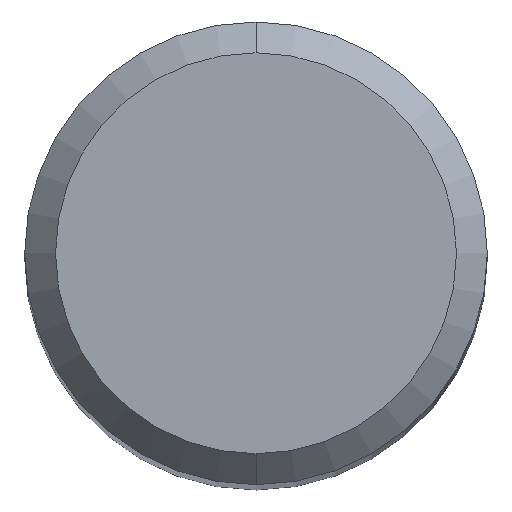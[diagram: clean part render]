
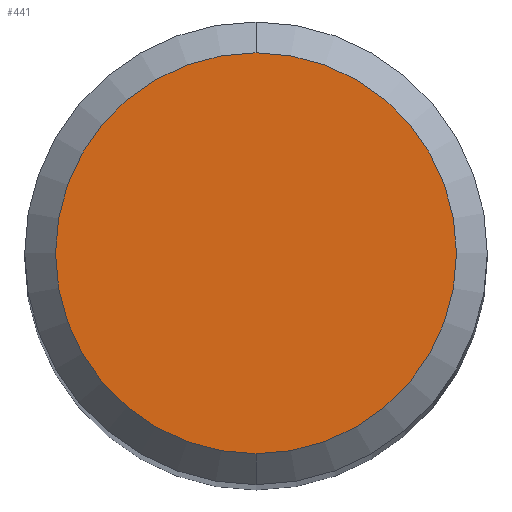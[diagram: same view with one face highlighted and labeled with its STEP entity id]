
A CAD part, top view. The second image highlights one B-rep face of the part: STEP entity #441.
In plain terms, the highlighted planar face has unit normal (0, 0, 1).
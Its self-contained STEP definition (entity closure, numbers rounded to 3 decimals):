
#191=VERTEX_POINT('',#498);
#297=VERTEX_POINT('',#615);
#357=EDGE_CURVE('',#191,#297,#678,.T.);
#365=EDGE_CURVE('',#297,#191,#687,.T.);
#441=ADVANCED_FACE('',(#774),#775,.T.);
#498=CARTESIAN_POINT('',(0.0,2.6,0.0));
#615=CARTESIAN_POINT('',(0.,-2.6,0.0));
#678=CIRCLE('',#1250,2.6);
#687=CIRCLE('',#1260,2.6);
#774=FACE_OUTER_BOUND('',#1379,.T.);
#775=PLANE('',#1380);
#1250=AXIS2_PLACEMENT_3D('',#1625,#1626,#1627);
#1260=AXIS2_PLACEMENT_3D('',#1643,#1644,#1645);
#1379=EDGE_LOOP('',(#1768,#1769));
#1380=AXIS2_PLACEMENT_3D('',#1770,#1771,#1772);
#1625=CARTESIAN_POINT('',(0.0,0.0,0.0));
#1626=DIRECTION('',(0.0,0.0,-1.0));
#1627=DIRECTION('',(0.0,1.0,0.0));
#1643=CARTESIAN_POINT('',(0.0,0.0,0.0));
#1644=DIRECTION('',(0.0,0.0,-1.0));
#1645=DIRECTION('',(0.0,1.0,0.0));
#1768=ORIENTED_EDGE('',*,*,#357,.F.);
#1769=ORIENTED_EDGE('',*,*,#365,.F.);
#1770=CARTESIAN_POINT('',(0.0,1.3,0.0));
#1771=DIRECTION('',(-0.0,0.0,1.0));
#1772=DIRECTION('',(0.0,-1.0,0.0));
